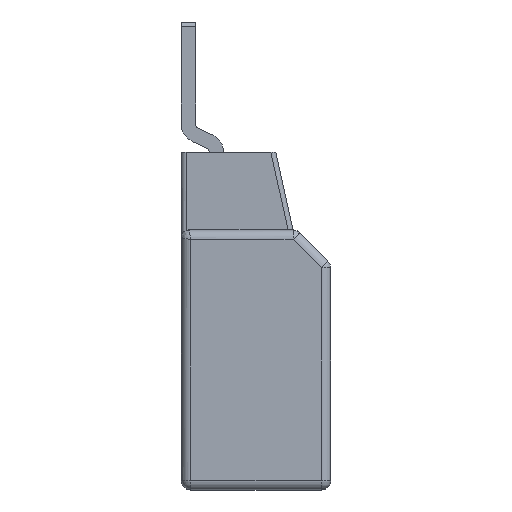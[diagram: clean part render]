
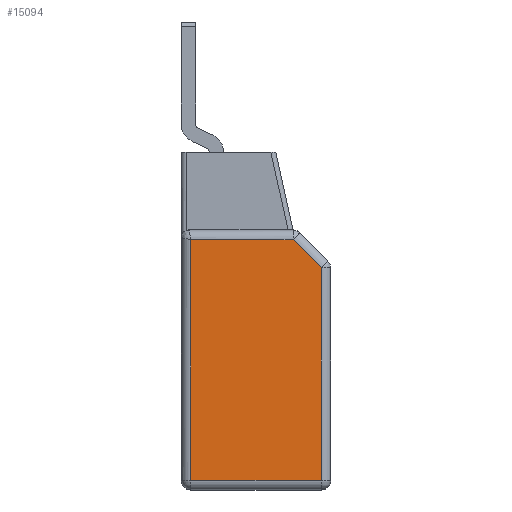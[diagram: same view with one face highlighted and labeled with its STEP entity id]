
A CAD part, left-side view. The second image highlights one B-rep face of the part: STEP entity #15094.
In plain terms, the highlighted planar face has unit normal (-1, 0, 0).
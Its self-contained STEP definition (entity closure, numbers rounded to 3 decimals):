
#885=FACE_OUTER_BOUND('',#1815,.T.);
#1815=EDGE_LOOP('',(#9996,#9997,#9998,#9999,#10000));
#3696=LINE('',#23587,#4986);
#3697=LINE('',#23589,#4987);
#3698=LINE('',#23591,#4988);
#3699=LINE('',#23593,#4989);
#3700=LINE('',#23594,#4990);
#4986=VECTOR('',#18487,22.036);
#4987=VECTOR('',#18488,4.121);
#4988=VECTOR('',#18489,10.586);
#4989=VECTOR('',#18490,24.95);
#4990=VECTOR('',#18491,13.5);
#6416=VERTEX_POINT('',#23585);
#6417=VERTEX_POINT('',#23586);
#6418=VERTEX_POINT('',#23588);
#6419=VERTEX_POINT('',#23590);
#6420=VERTEX_POINT('',#23592);
#7751=EDGE_CURVE('',#6416,#6417,#3696,.T.);
#7752=EDGE_CURVE('',#6418,#6416,#3697,.T.);
#7753=EDGE_CURVE('',#6419,#6418,#3698,.T.);
#7754=EDGE_CURVE('',#6420,#6419,#3699,.T.);
#7755=EDGE_CURVE('',#6417,#6420,#3700,.T.);
#9996=ORIENTED_EDGE('',*,*,#7751,.F.);
#9997=ORIENTED_EDGE('',*,*,#7752,.F.);
#9998=ORIENTED_EDGE('',*,*,#7753,.F.);
#9999=ORIENTED_EDGE('',*,*,#7754,.F.);
#10000=ORIENTED_EDGE('',*,*,#7755,.F.);
#13836=PLANE('',#16201);
#15094=ADVANCED_FACE('',(#885),#13836,.T.);
#16201=AXIS2_PLACEMENT_3D('',#23584,#18485,#18486);
#18485=DIRECTION('center_axis',(-1.,0.,0.));
#18486=DIRECTION('ref_axis',(0.,0.,
-1.));
#18487=DIRECTION('',(0.,0.,-1.));
#18488=DIRECTION('',(0.,-0.707,-0.707));
#18489=DIRECTION('',(0.,-1.,0.));
#18490=DIRECTION('',(0.,0.,1.));
#18491=DIRECTION('',(0.,1.,0.));
#23584=CARTESIAN_POINT('Origin',(-34.338,27.552,15.034));
#23585=CARTESIAN_POINT('',(-34.338,13.052,36.57));
#23586=CARTESIAN_POINT('',(-34.338,13.052,14.534));
#23587=CARTESIAN_POINT('',(-34.338,13.052,15.034));
#23588=CARTESIAN_POINT('',(-34.338,15.967,39.484));
#23589=CARTESIAN_POINT('',(-34.338,9.022,32.54));
#23590=CARTESIAN_POINT('',(-34.338,26.552,39.484));
#23591=CARTESIAN_POINT('',(-34.338,15.927,39.484));
#23592=CARTESIAN_POINT('',(-34.338,26.552,14.534));
#23593=CARTESIAN_POINT('',(-34.338,26.552,15.034));
#23594=CARTESIAN_POINT('',(-34.338,23.677,14.534));
